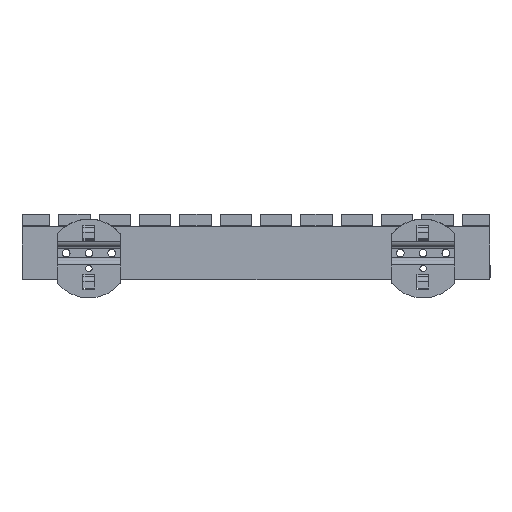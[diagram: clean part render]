
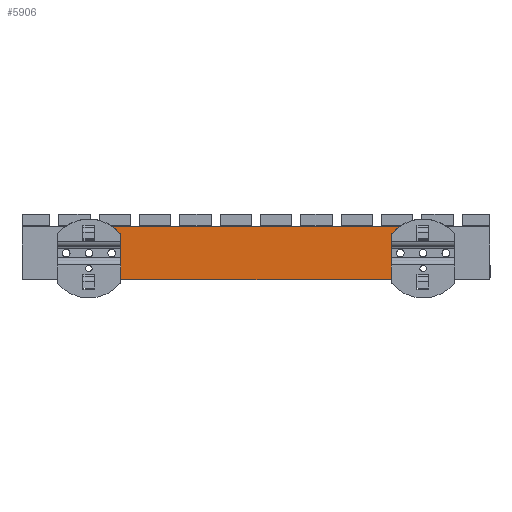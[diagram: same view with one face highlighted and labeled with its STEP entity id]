
A CAD part, front view. The second image highlights one B-rep face of the part: STEP entity #5906.
In plain terms, the highlighted planar face has unit normal (0, -1, 0).
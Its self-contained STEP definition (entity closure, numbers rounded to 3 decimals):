
#2382=CARTESIAN_POINT('',(-6.358,2.,14.495));
#2383=VERTEX_POINT('',#2382);
#2390=CARTESIAN_POINT('',(221.158,2.,14.495));
#2391=VERTEX_POINT('',#2390);
#2392=CARTESIAN_POINT('',(221.158,2.0,14.495));
#2393=DIRECTION('',(-1.0,0.0,0.0));
#2394=VECTOR('',#2393,227.515);
#2395=LINE('',#2392,#2394);
#2396=EDGE_CURVE('',#2391,#2383,#2395,.T.);
#3722=CARTESIAN_POINT('',(214.8,2.,-27.505));
#3723=VERTEX_POINT('',#3722);
#3730=CARTESIAN_POINT('',(0.,2.,-27.505));
#3731=VERTEX_POINT('',#3730);
#3732=CARTESIAN_POINT('',(0.0,2.0,-27.505));
#3733=DIRECTION('',(1.0,0.0,0.0));
#3734=VECTOR('',#3733,214.8);
#3735=LINE('',#3732,#3734);
#3736=EDGE_CURVE('',#3731,#3723,#3735,.T.);
#5185=CARTESIAN_POINT('',(0.0,2.0,2.801));
#5186=VERTEX_POINT('',#5185);
#5234=CARTESIAN_POINT('',(0.,2.,-15.811));
#5235=VERTEX_POINT('',#5234);
#5276=CARTESIAN_POINT('',(0.0,2.0,-12.347));
#5277=VERTEX_POINT('',#5276);
#5285=CARTESIAN_POINT('',(0.0,2.0,-0.663));
#5286=VERTEX_POINT('',#5285);
#5287=CARTESIAN_POINT('',(0.0,2.0,-0.663));
#5288=DIRECTION('',(0.0,0.0,-1.0));
#5289=VECTOR('',#5288,11.684);
#5290=LINE('',#5287,#5289);
#5291=EDGE_CURVE('',#5286,#5277,#5290,.T.);
#5583=CARTESIAN_POINT('',(214.8,2.,-15.811));
#5584=VERTEX_POINT('',#5583);
#5632=CARTESIAN_POINT('',(214.8,2.0,2.801));
#5633=VERTEX_POINT('',#5632);
#5802=CARTESIAN_POINT('',(107.4,2.0,-6.505));
#5803=DIRECTION('',(0.0,1.0,0.0));
#5804=DIRECTION('',(0.0,0.0,1.0));
#5805=AXIS2_PLACEMENT_3D('',#5802,#5803,#5804);
#5806=PLANE('',#5805);
#5807=CARTESIAN_POINT('',(0.,2.,-27.505));
#5808=DIRECTION('',(0.0,0.0,1.0));
#5809=VECTOR('',#5808,11.694);
#5810=LINE('',#5807,#5809);
#5811=EDGE_CURVE('',#3731,#5235,#5810,.T.);
#5812=ORIENTED_EDGE('',*,*,#5811,.F.);
#5813=ORIENTED_EDGE('',*,*,#3736,.T.);
#5814=CARTESIAN_POINT('',(214.8,2.,-27.505));
#5815=DIRECTION('',(0.0,0.0,1.0));
#5816=VECTOR('',#5815,11.694);
#5817=LINE('',#5814,#5816);
#5818=EDGE_CURVE('',#3723,#5584,#5817,.T.);
#5819=ORIENTED_EDGE('',*,*,#5818,.T.);
#5820=CARTESIAN_POINT('',(214.8,2.0,-12.347));
#5821=VERTEX_POINT('',#5820);
#5822=CARTESIAN_POINT('',(214.8,2.0,-12.347));
#5823=DIRECTION('',(0.0,0.0,-1.0));
#5824=VECTOR('',#5823,3.464);
#5825=LINE('',#5822,#5824);
#5826=EDGE_CURVE('',#5821,#5584,#5825,.T.);
#5827=ORIENTED_EDGE('',*,*,#5826,.F.);
#5828=CARTESIAN_POINT('',(214.8,2.0,-0.663));
#5829=VERTEX_POINT('',#5828);
#5830=CARTESIAN_POINT('',(214.8,2.0,-12.347));
#5831=DIRECTION('',(0.0,0.0,1.0));
#5832=VECTOR('',#5831,11.684);
#5833=LINE('',#5830,#5832);
#5834=EDGE_CURVE('',#5821,#5829,#5833,.T.);
#5835=ORIENTED_EDGE('',*,*,#5834,.T.);
#5836=CARTESIAN_POINT('',(214.8,2.0,2.801));
#5837=DIRECTION('',(0.0,0.0,-1.0));
#5838=VECTOR('',#5837,3.464);
#5839=LINE('',#5836,#5838);
#5840=EDGE_CURVE('',#5633,#5829,#5839,.T.);
#5841=ORIENTED_EDGE('',*,*,#5840,.F.);
#5842=CARTESIAN_POINT('',(214.8,2.0,7.781));
#5843=VERTEX_POINT('',#5842);
#5844=CARTESIAN_POINT('',(214.8,2.0,7.781));
#5845=DIRECTION('',(0.0,0.0,-1.0));
#5846=VECTOR('',#5845,4.98);
#5847=LINE('',#5844,#5846);
#5848=EDGE_CURVE('',#5843,#5633,#5847,.T.);
#5849=ORIENTED_EDGE('',*,*,#5848,.F.);
#5850=CARTESIAN_POINT('',(215.273,2.,9.072));
#5851=VERTEX_POINT('',#5850);
#5852=CARTESIAN_POINT('',(216.8,2.,7.781));
#5853=DIRECTION('',(0.,-1.0,0.));
#5854=DIRECTION('',(-0.939,0.,0.344));
#5855=AXIS2_PLACEMENT_3D('',#5852,#5853,#5854);
#5856=CIRCLE('',#5855,2.0);
#5857=EDGE_CURVE('',#5851,#5843,#5856,.T.);
#5858=ORIENTED_EDGE('',*,*,#5857,.F.);
#5859=CARTESIAN_POINT('',(239.9,2.,-11.75));
#5860=DIRECTION('',(0.,1.0,0.));
#5861=DIRECTION('',(0.778,0.,0.628));
#5862=AXIS2_PLACEMENT_3D('',#5859,#5860,#5861);
#5863=CIRCLE('',#5862,32.25);
#5864=EDGE_CURVE('',#5851,#2391,#5863,.T.);
#5865=ORIENTED_EDGE('',*,*,#5864,.T.);
#5866=ORIENTED_EDGE('',*,*,#2396,.T.);
#5867=CARTESIAN_POINT('',(-0.473,2.,9.072));
#5868=VERTEX_POINT('',#5867);
#5869=CARTESIAN_POINT('',(-25.1,2.,-11.75));
#5870=DIRECTION('',(0.,1.0,0.));
#5871=DIRECTION('',(0.778,0.,0.628));
#5872=AXIS2_PLACEMENT_3D('',#5869,#5870,#5871);
#5873=CIRCLE('',#5872,32.25);
#5874=EDGE_CURVE('',#2383,#5868,#5873,.T.);
#5875=ORIENTED_EDGE('',*,*,#5874,.T.);
#5876=CARTESIAN_POINT('',(0.,2.0,7.781));
#5877=VERTEX_POINT('',#5876);
#5878=CARTESIAN_POINT('',(-2.,2.,7.781));
#5879=DIRECTION('',(0.,-1.0,0.));
#5880=DIRECTION('',(0.939,0.,0.344));
#5881=AXIS2_PLACEMENT_3D('',#5878,#5879,#5880);
#5882=CIRCLE('',#5881,2.0);
#5883=EDGE_CURVE('',#5877,#5868,#5882,.T.);
#5884=ORIENTED_EDGE('',*,*,#5883,.F.);
#5885=CARTESIAN_POINT('',(0.,2.0,2.801));
#5886=DIRECTION('',(0.0,0.0,1.0));
#5887=VECTOR('',#5886,4.98);
#5888=LINE('',#5885,#5887);
#5889=EDGE_CURVE('',#5186,#5877,#5888,.T.);
#5890=ORIENTED_EDGE('',*,*,#5889,.F.);
#5891=CARTESIAN_POINT('',(0.0,2.0,-0.663));
#5892=DIRECTION('',(0.0,0.0,1.0));
#5893=VECTOR('',#5892,3.464);
#5894=LINE('',#5891,#5893);
#5895=EDGE_CURVE('',#5286,#5186,#5894,.T.);
#5896=ORIENTED_EDGE('',*,*,#5895,.F.);
#5897=ORIENTED_EDGE('',*,*,#5291,.T.);
#5898=CARTESIAN_POINT('',(0.,2.0,-15.811));
#5899=DIRECTION('',(0.0,0.0,1.0));
#5900=VECTOR('',#5899,3.464);
#5901=LINE('',#5898,#5900);
#5902=EDGE_CURVE('',#5235,#5277,#5901,.T.);
#5903=ORIENTED_EDGE('',*,*,#5902,.F.);
#5904=EDGE_LOOP('',(#5812,#5813,#5819,#5827,#5835,#5841,#5849,#5858,#5865,#5866,#5875,#5884,#5890,#5896,#5897,#5903));
#5905=FACE_OUTER_BOUND('',#5904,.T.);
#5906=ADVANCED_FACE('',(#5905),#5806,.F.);
